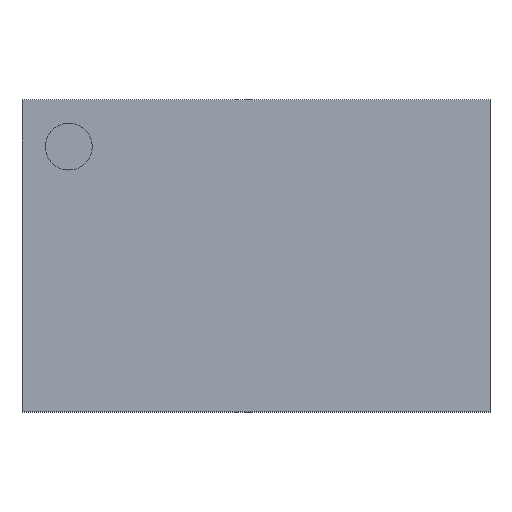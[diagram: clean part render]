
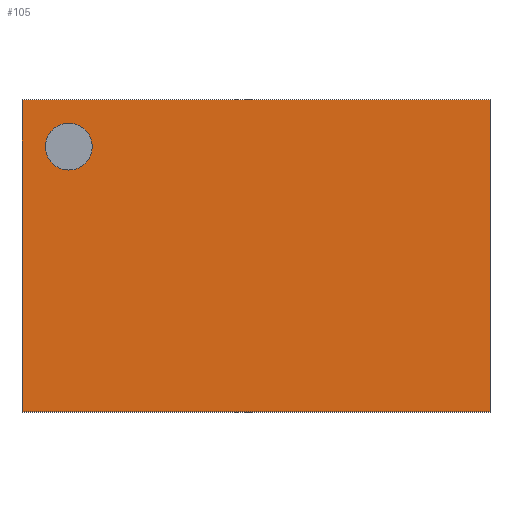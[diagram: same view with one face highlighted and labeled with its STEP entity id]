
A CAD part, top view. The second image highlights one B-rep face of the part: STEP entity #105.
In plain terms, the highlighted planar face has unit normal (0, 0, 1).
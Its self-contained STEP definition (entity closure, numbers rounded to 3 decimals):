
#13=DIRECTION('',(0.,0.,1.));
#20=ORIENTED_EDGE('',*,*,#21,.F.);
#21=EDGE_CURVE('',#22,#24,#26,.T.);
#22=VERTEX_POINT('',#23);
#23=CARTESIAN_POINT('',(-1.5,-1.,0.95));
#24=VERTEX_POINT('',#25);
#25=CARTESIAN_POINT('',(-1.5,1.,0.95));
#26=LINE('',#23,#27);
#27=VECTOR('',#28,1.);
#28=DIRECTION('',(0.,1.,0.));
#104=DIRECTION('',(1.,0.,0.));
#105=ADVANCED_FACE('',(#106,#122),#131,.T.);
#106=FACE_BOUND('',#107,.T.);
#107=EDGE_LOOP('',(#20,#108,#114,#119));
#108=ORIENTED_EDGE('',*,*,#109,.T.);
#109=EDGE_CURVE('',#22,#110,#112,.T.);
#110=VERTEX_POINT('',#111);
#111=CARTESIAN_POINT('',(1.5,-1.,0.95));
#112=LINE('',#23,#113);
#113=VECTOR('',#104,1.);
#114=ORIENTED_EDGE('',*,*,#115,.T.);
#115=EDGE_CURVE('',#110,#116,#118,.T.);
#116=VERTEX_POINT('',#117);
#117=CARTESIAN_POINT('',(1.5,1.,0.95));
#118=LINE('',#111,#27);
#119=ORIENTED_EDGE('',*,*,#120,.F.);
#120=EDGE_CURVE('',#24,#116,#121,.T.);
#121=LINE('',#25,#113);
#122=FACE_BOUND('',#123,.T.);
#123=EDGE_LOOP('',(#124));
#124=ORIENTED_EDGE('',*,*,#125,.F.);
#125=EDGE_CURVE('',#126,#126,#128,.T.);
#126=VERTEX_POINT('',#127);
#127=CARTESIAN_POINT('',(-1.05,0.7,0.95));
#128=CIRCLE('',#129,0.15);
#129=AXIS2_PLACEMENT_3D('',#130,#13,#104);
#130=CARTESIAN_POINT('',(-1.2,0.7,0.95));
#131=PLANE('',#132);
#132=AXIS2_PLACEMENT_3D('',#23,#13,#104);
